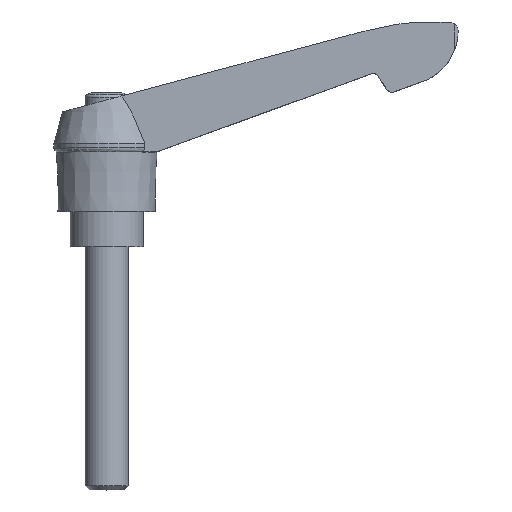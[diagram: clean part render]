
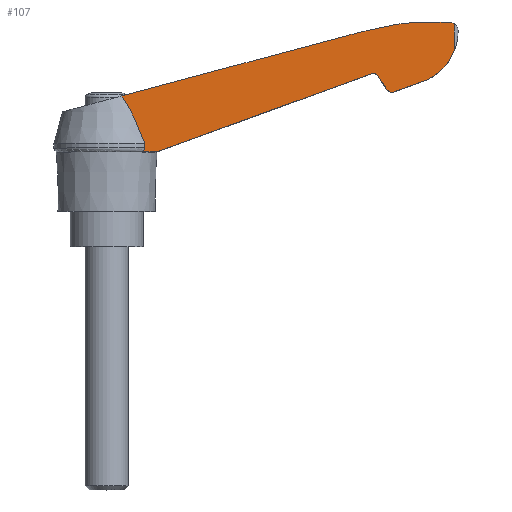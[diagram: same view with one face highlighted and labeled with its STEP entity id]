
A CAD part, top view. The second image highlights one B-rep face of the part: STEP entity #107.
In plain terms, the highlighted planar face has unit normal (0.034, 0, 0.999).
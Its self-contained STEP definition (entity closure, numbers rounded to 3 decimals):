
#107 = ADVANCED_FACE( '', ( #290 ), #291, .F. );
#290 = FACE_OUTER_BOUND( '', #556, .T. );
#291 = PLANE( '', #557 );
#556 = EDGE_LOOP( '', ( #816, #817, #818, #819, #820, #821, #822, #823, #824, #825, #826, #827, #828, #829, #830, #831 ) );
#557 = AXIS2_PLACEMENT_3D( '', #832, #833, #834 );
#816 = ORIENTED_EDGE( '', *, *, #1580, .F. );
#817 = ORIENTED_EDGE( '', *, *, #1581, .T. );
#818 = ORIENTED_EDGE( '', *, *, #1582, .F. );
#819 = ORIENTED_EDGE( '', *, *, #1583, .F. );
#820 = ORIENTED_EDGE( '', *, *, #1584, .T. );
#821 = ORIENTED_EDGE( '', *, *, #1585, .F. );
#822 = ORIENTED_EDGE( '', *, *, #1586, .F. );
#823 = ORIENTED_EDGE( '', *, *, #1587, .F. );
#824 = ORIENTED_EDGE( '', *, *, #1588, .F. );
#825 = ORIENTED_EDGE( '', *, *, #1589, .F. );
#826 = ORIENTED_EDGE( '', *, *, #1590, .F. );
#827 = ORIENTED_EDGE( '', *, *, #1591, .F. );
#828 = ORIENTED_EDGE( '', *, *, #1592, .F. );
#829 = ORIENTED_EDGE( '', *, *, #1593, .F. );
#830 = ORIENTED_EDGE( '', *, *, #1594, .F. );
#831 = ORIENTED_EDGE( '', *, *, #1595, .F. );
#832 = CARTESIAN_POINT( '', ( 0., 46.5, 6.943 ) );
#833 = DIRECTION( '', ( -0.034, 0., -0.999 ) );
#834 = DIRECTION( '', ( -0.999, 0., 0.034 ) );
#1580 = EDGE_CURVE( '', #1879, #1880, #1881, .T. );
#1581 = EDGE_CURVE( '', #1879, #1882, #1883, .T. );
#1582 = EDGE_CURVE( '', #1884, #1882, #1885, .T. );
#1583 = EDGE_CURVE( '', #1886, #1884, #1887, .T. );
#1584 = EDGE_CURVE( '', #1886, #1888, #1889, .T. );
#1585 = EDGE_CURVE( '', #1890, #1888, #1891, .T. );
#1586 = EDGE_CURVE( '', #1892, #1890, #1893, .T. );
#1587 = EDGE_CURVE( '', #1894, #1892, #1895, .T. );
#1588 = EDGE_CURVE( '', #1896, #1894, #1897, .T. );
#1589 = EDGE_CURVE( '', #1898, #1896, #1899, .T. );
#1590 = EDGE_CURVE( '', #1900, #1898, #1901, .T. );
#1591 = EDGE_CURVE( '', #1902, #1900, #1903, .T. );
#1592 = EDGE_CURVE( '', #1904, #1902, #1905, .T. );
#1593 = EDGE_CURVE( '', #1906, #1904, #1907, .T. );
#1594 = EDGE_CURVE( '', #1908, #1906, #1909, .T. );
#1595 = EDGE_CURVE( '', #1880, #1908, #1910, .T. );
#1879 = VERTEX_POINT( '', #2323 );
#1880 = VERTEX_POINT( '', #2324 );
#1881 = LINE( '', #2325, #2326 );
#1882 = VERTEX_POINT( '', #2327 );
#1883 = B_SPLINE_CURVE_WITH_KNOTS( '', 3, ( #2328, #2329, #2330, #2331, #2332, #2333 ), .UNSPECIFIED., .F., .F., ( 4, 2, 4 ), ( 0., 0.001, 0.001 ), .UNSPECIFIED. );
#1884 = VERTEX_POINT( '', #2334 );
#1885 = LINE( '', #2335, #2336 );
#1886 = VERTEX_POINT( '', #2337 );
#1887 = LINE( '', #2338, #2339 );
#1888 = VERTEX_POINT( '', #2340 );
#1889 = ELLIPSE( '', #2341, 0.7, 0.7 );
#1890 = VERTEX_POINT( '', #2342 );
#1891 = LINE( '', #2343, #2344 );
#1892 = VERTEX_POINT( '', #2345 );
#1893 = ELLIPSE( '', #2346, 1.001, 1. );
#1894 = VERTEX_POINT( '', #2347 );
#1895 = LINE( '', #2348, #2349 );
#1896 = VERTEX_POINT( '', #2350 );
#1897 = ELLIPSE( '', #2351, 10.006, 10. );
#1898 = VERTEX_POINT( '', #2352 );
#1899 = LINE( '', #2353, #2354 );
#1900 = VERTEX_POINT( '', #2355 );
#1901 = ELLIPSE( '', #2356, 1.601, 1.6 );
#1902 = VERTEX_POINT( '', #2357 );
#1903 = ELLIPSE( '', #2358, 35.02, 35. );
#1904 = VERTEX_POINT( '', #2359 );
#1905 = ELLIPSE( '', #2360, 35.02, 35. );
#1906 = VERTEX_POINT( '', #2361 );
#1907 = ELLIPSE( '', #2362, 141.08, 141. );
#1908 = VERTEX_POINT( '', #2363 );
#1909 = LINE( '', #2364, #2365 );
#1910 = B_SPLINE_CURVE_WITH_KNOTS( '', 3, ( #2366, #2367, #2368, #2369, #2370, #2371, #2372, #2373, #2374, #2375, #2376, #2377 ), .UNSPECIFIED., .F., .F., ( 4, 2, 2, 2, 2, 4 ), ( 0., 0.002, 0.005, 0.007, 0.009, 0.01 ), .UNSPECIFIED. );
#2323 = CARTESIAN_POINT( '', ( 7.079, 18.24, 6.704 ) );
#2324 = CARTESIAN_POINT( '', ( 7.079, 19., 6.704 ) );
#2325 = CARTESIAN_POINT( '', ( 7.079, 55.578, 6.704 ) );
#2326 = VECTOR( '', #3034, 1000. );
#2327 = CARTESIAN_POINT( '', ( 6.456, 17.5, 6.725 ) );
#2328 = CARTESIAN_POINT( '', ( 7.079, 18.24, 6.704 ) );
#2329 = CARTESIAN_POINT( '', ( 7.06, 18.071, 6.705 ) );
#2330 = CARTESIAN_POINT( '', ( 6.979, 17.916, 6.707 ) );
#2331 = CARTESIAN_POINT( '', ( 6.752, 17.666, 6.715 ) );
#2332 = CARTESIAN_POINT( '', ( 6.61, 17.571, 6.72 ) );
#2333 = CARTESIAN_POINT( '', ( 6.456, 17.5, 6.725 ) );
#2334 = CARTESIAN_POINT( '', ( 9.2, 17.5, 6.633 ) );
#2335 = CARTESIAN_POINT( '', ( -0.095, 17.5, 6.946 ) );
#2336 = VECTOR( '', #3035, 1000. );
#2337 = CARTESIAN_POINT( '', ( 49.14, 32.037, 5.285 ) );
#2338 = CARTESIAN_POINT( '', ( 9.107, 17.466, 6.636 ) );
#2339 = VECTOR( '', #3036, 1000. );
#2340 = CARTESIAN_POINT( '', ( 49.953, 31.781, 5.258 ) );
#2341 = AXIS2_PLACEMENT_3D( '', #3037, #3038, #3039 );
#2342 = CARTESIAN_POINT( '', ( 51.927, 28.962, 5.191 ) );
#2343 = CARTESIAN_POINT( '', ( 49.903, 31.852, 5.259 ) );
#2344 = VECTOR( '', #3040, 1000. );
#2345 = CARTESIAN_POINT( '', ( 53.088, 28.596, 5.152 ) );
#2346 = AXIS2_PLACEMENT_3D( '', #3041, #3042, #3043 );
#2347 = CARTESIAN_POINT( '', ( 57.9, 30.347, 4.99 ) );
#2348 = CARTESIAN_POINT( '', ( 52.951, 28.546, 5.156 ) );
#2349 = VECTOR( '', #3044, 1000. );
#2350 = CARTESIAN_POINT( '', ( 64.324, 36.302, 4.773 ) );
#2351 = AXIS2_PLACEMENT_3D( '', #3045, #3046, #3047 );
#2352 = CARTESIAN_POINT( '', ( 64.324, 41.207, 4.773 ) );
#2353 = CARTESIAN_POINT( '', ( 64.324, 46.5, 4.773 ) );
#2354 = VECTOR( '', #3048, 1000. );
#2355 = CARTESIAN_POINT( '', ( 63.6, 41.487, 4.797 ) );
#2356 = AXIS2_PLACEMENT_3D( '', #3049, #3050, #3051 );
#2357 = CARTESIAN_POINT( '', ( 59.7, 41.5, 4.929 ) );
#2358 = AXIS2_PLACEMENT_3D( '', #3052, #3053, #3054 );
#2359 = CARTESIAN_POINT( '', ( 53., 41., 5.155 ) );
#2360 = AXIS2_PLACEMENT_3D( '', #3055, #3056, #3057 );
#2361 = CARTESIAN_POINT( '', ( 43.4, 38.746, 5.479 ) );
#2362 = AXIS2_PLACEMENT_3D( '', #3058, #3059, #3060 );
#2363 = CARTESIAN_POINT( '', ( 2.77, 27.859, 6.849 ) );
#2364 = CARTESIAN_POINT( '', ( 43.266, 38.71, 5.483 ) );
#2365 = VECTOR( '', #3061, 1000. );
#2366 = CARTESIAN_POINT( '', ( 7.079, 19., 6.704 ) );
#2367 = CARTESIAN_POINT( '', ( 6.787, 19.77, 6.714 ) );
#2368 = CARTESIAN_POINT( '', ( 6.487, 20.537, 6.724 ) );
#2369 = CARTESIAN_POINT( '', ( 5.863, 22.061, 6.745 ) );
#2370 = CARTESIAN_POINT( '', ( 5.539, 22.819, 6.756 ) );
#2371 = CARTESIAN_POINT( '', ( 4.854, 24.317, 6.779 ) );
#2372 = CARTESIAN_POINT( '', ( 4.492, 25.057, 6.791 ) );
#2373 = CARTESIAN_POINT( '', ( 3.899, 26.141, 6.811 ) );
#2374 = CARTESIAN_POINT( '', ( 3.693, 26.497, 6.818 ) );
#2375 = CARTESIAN_POINT( '', ( 3.254, 27.194, 6.833 ) );
#2376 = CARTESIAN_POINT( '', ( 3.022, 27.535, 6.841 ) );
#2377 = CARTESIAN_POINT( '', ( 2.77, 27.859, 6.849 ) );
#3034 = DIRECTION( '', ( 0., 1., 0. ) );
#3035 = DIRECTION( '', ( -0.999, 0., 0.034 ) );
#3036 = DIRECTION( '', ( -0.939, -0.342, 0.032 ) );
#3037 = CARTESIAN_POINT( '', ( 49.38, 31.379, 5.277 ) );
#3038 = DIRECTION( '', ( -0.034, 0., -0.999 ) );
#3039 = DIRECTION( '', ( 0.999, 0., -0.034 ) );
#3040 = DIRECTION( '', ( -0.573, 0.819, 0.019 ) );
#3041 = CARTESIAN_POINT( '', ( 52.746, 29.535, 5.163 ) );
#3042 = DIRECTION( '', ( -0.034, 0., -0.999 ) );
#3043 = DIRECTION( '', ( 0.999, 0., -0.034 ) );
#3044 = DIRECTION( '', ( -0.939, -0.342, 0.032 ) );
#3045 = CARTESIAN_POINT( '', ( 55., 39.917, 5.087 ) );
#3046 = DIRECTION( '', ( -0.034, 0., -0.999 ) );
#3047 = DIRECTION( '', ( 0.999, 0., -0.034 ) );
#3048 = DIRECTION( '', ( 0., -1., 0. ) );
#3049 = CARTESIAN_POINT( '', ( 63.4, 39.9, 4.804 ) );
#3050 = DIRECTION( '', ( -0.034, 0., -0.999 ) );
#3051 = DIRECTION( '', ( 0.999, 0., -0.034 ) );
#3052 = CARTESIAN_POINT( '', ( 61.538, 6.548, 4.867 ) );
#3053 = DIRECTION( '', ( -0.034, 0., -0.999 ) );
#3054 = DIRECTION( '', ( 0.999, 0., -0.034 ) );
#3055 = CARTESIAN_POINT( '', ( 58.943, 6.508, 4.954 ) );
#3056 = DIRECTION( '', ( -0.034, 0., -0.999 ) );
#3057 = DIRECTION( '', ( 0.999, 0., -0.034 ) );
#3058 = CARTESIAN_POINT( '', ( 80.407, -97.311, 4.23 ) );
#3059 = DIRECTION( '', ( -0.034, 0., -0.999 ) );
#3060 = DIRECTION( '', ( 0.999, 0., -0.034 ) );
#3061 = DIRECTION( '', ( 0.965, 0.259, -0.033 ) );
